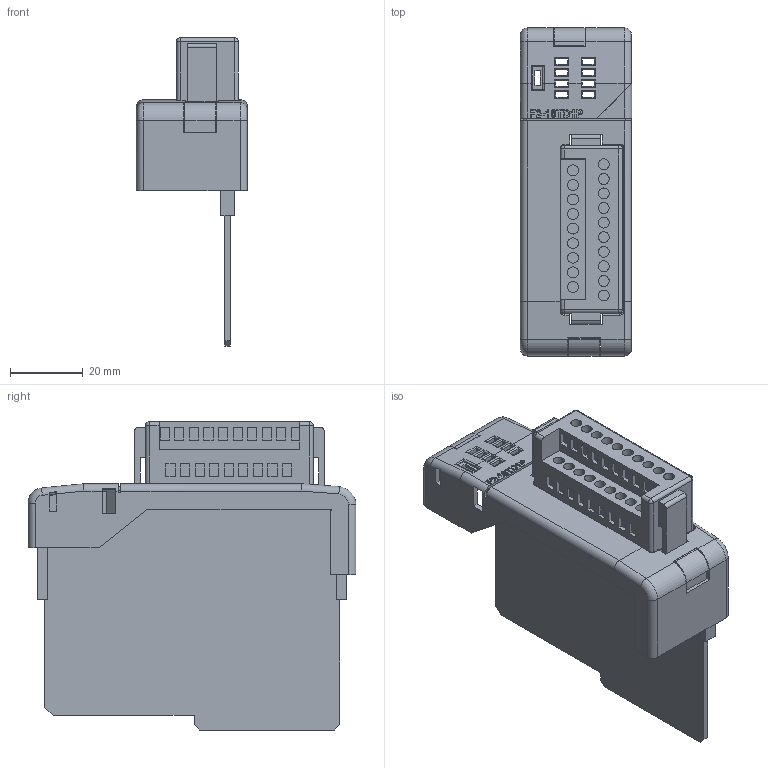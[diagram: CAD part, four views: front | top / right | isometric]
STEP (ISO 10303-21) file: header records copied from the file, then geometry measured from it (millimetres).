
FILE_DESCRIPTION (( 'STEP AP214' ), '1' );
FILE_NAME ('F2-16TD1P.STEP', '2011-02-04T19:18:45', ( ' ' ), ( ' ' ), 'SwSTEP 2.0', 'SolidWorks 2009', '' );
FILE_SCHEMA (( 'AUTOMOTIVE_DESIGN' ));
Length unit declared in the file: millimetre
Products named in the file (1): F2-16TD1P
Bounding box: 30.55 x 90 x 84.6 mm (x, y, z)
Volume: 30556.3 mm3; surface area: 32608.5 mm2
Topology: 2 solids, 2 shells, 638 faces, 1741 edges, 1132 vertices
Faces by surface type: plane 419, cylinder 158, bspline 46, torus 11, sphere 4
Entity records: 29125 total; most frequent: CARTESIAN_POINT 6266, ORIENTED_EDGE 3474, DIRECTION 2959, EDGE_CURVE 1737, VECTOR 1329, LINE 1329, VERTEX_POINT 1132, AXIS2_PLACEMENT_3D 815
